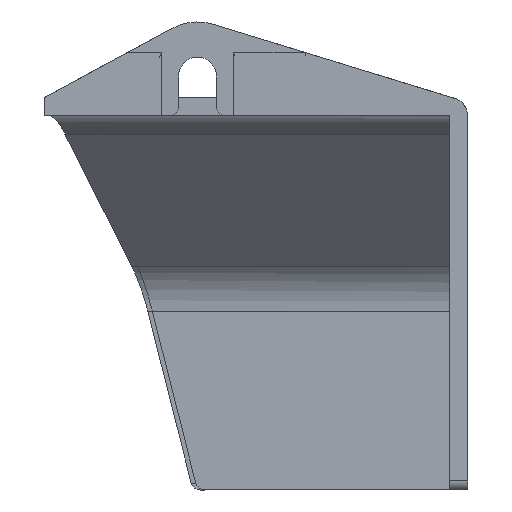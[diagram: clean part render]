
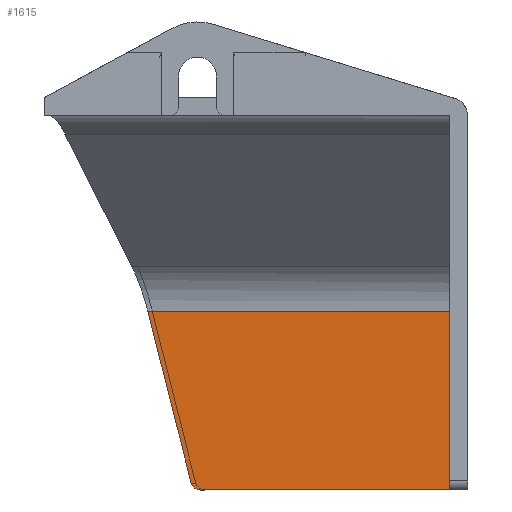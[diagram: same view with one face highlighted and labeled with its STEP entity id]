
A CAD part, left-side view. The second image highlights one B-rep face of the part: STEP entity #1615.
In plain terms, the highlighted planar face has unit normal (-1, 0, 0).
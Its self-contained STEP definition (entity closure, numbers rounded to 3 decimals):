
#39=ELLIPSE('',#1781,1.031,1.);
#72=PLANE('',#1783);
#147=FACE_OUTER_BOUND('',#233,.T.);
#233=EDGE_LOOP('',(#1386,#1387,#1388,#1389,#1390));
#339=LINE('',#2599,#493);
#341=LINE('',#2603,#495);
#383=LINE('',#2756,#537);
#384=LINE('',#2757,#538);
#493=VECTOR('',#2086,10.);
#495=VECTOR('',#2090,10.);
#537=VECTOR('',#2210,10.);
#538=VECTOR('',#2211,10.);
#717=VERTEX_POINT('',#2596);
#718=VERTEX_POINT('',#2598);
#719=VERTEX_POINT('',#2602);
#765=VERTEX_POINT('',#2749);
#767=VERTEX_POINT('',#2755);
#917=EDGE_CURVE('',#717,#718,#339,.F.);
#919=EDGE_CURVE('',#719,#718,#341,.T.);
#983=EDGE_CURVE('',#765,#719,#39,.T.);
#986=EDGE_CURVE('',#717,#767,#383,.T.);
#987=EDGE_CURVE('',#765,#767,#384,.T.);
#1386=ORIENTED_EDGE('',*,*,#983,.T.);
#1387=ORIENTED_EDGE('',*,*,#919,.T.);
#1388=ORIENTED_EDGE('',*,*,#917,.F.);
#1389=ORIENTED_EDGE('',*,*,#986,.T.);
#1390=ORIENTED_EDGE('',*,*,#987,.F.);
#1615=ADVANCED_FACE('',(#147),#72,.T.);
#1781=AXIS2_PLACEMENT_3D('',#2750,#2203,#2204);
#1783=AXIS2_PLACEMENT_3D('',#2754,#2208,#2209);
#2086=DIRECTION('',(0.,0.,1.));
#2090=DIRECTION('',(0.,-1.,0.));
#2203=DIRECTION('center_axis',(-1.,0.,0.));
#2204=DIRECTION('ref_axis',(0.,1.,0.));
#2208=DIRECTION('center_axis',(-1.,0.,0.));
#2209=DIRECTION('ref_axis',(0.,0.,
-1.));
#2210=DIRECTION('',(0.,1.,0.));
#2211=DIRECTION('',(0.,0.245,0.97));
#2596=CARTESIAN_POINT('',(-254.85,232.5,-516.128));
#2598=CARTESIAN_POINT('',(-254.85,232.5,-536.));
#2599=CARTESIAN_POINT('',(-254.85,232.5,-513.3));
#2602=CARTESIAN_POINT('',(-254.85,260.196,-536.));
#2603=CARTESIAN_POINT('',(-254.85,268.,-536.));
#2749=CARTESIAN_POINT('',(-254.85,261.197,-535.238));
#2750=CARTESIAN_POINT('Origin',(-254.85,260.196,-535.));
#2754=CARTESIAN_POINT('Origin',(-254.85,260.5,-512.4));
#2755=CARTESIAN_POINT('',(-254.85,266.023,-516.128));
#2756=CARTESIAN_POINT('',(-254.85,275.5,-516.128));
#2757=CARTESIAN_POINT('',(-254.85,269.681,-501.64));
